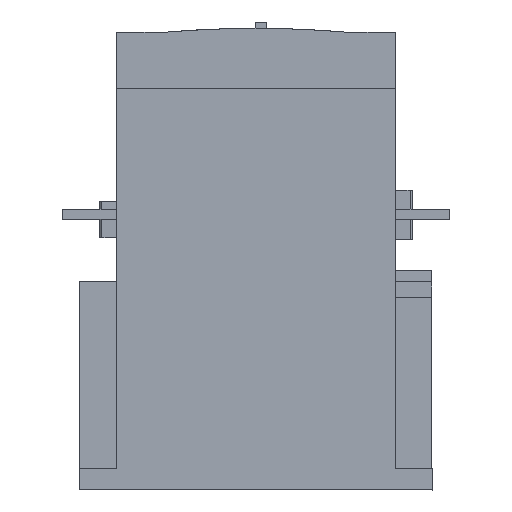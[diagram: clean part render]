
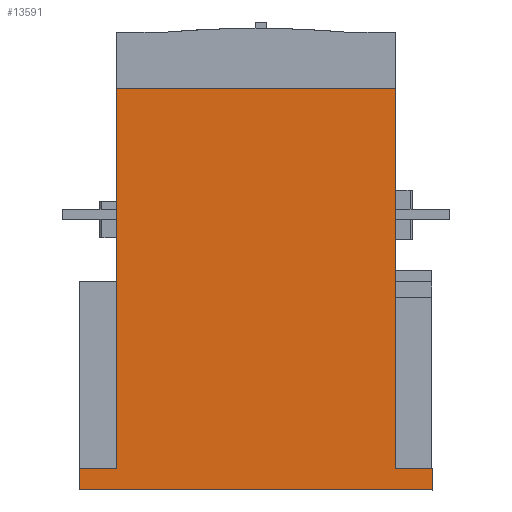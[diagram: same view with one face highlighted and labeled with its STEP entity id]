
A CAD part, left-side view. The second image highlights one B-rep face of the part: STEP entity #13591.
In plain terms, the highlighted face is planar.
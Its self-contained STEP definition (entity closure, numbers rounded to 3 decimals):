
#3116 = CARTESIAN_POINT ( 'NONE',  ( 63.335, -46.732, -3.75 ) ) ;
#3301 = CARTESIAN_POINT ( 'NONE',  ( 63.335, 178.968, -3.75 ) ) ;
#3428 = DIRECTION ( 'NONE',  ( 0., 1., 0. ) ) ;
#3439 = VECTOR ( 'NONE', #3428, 1000. ) ;
#3440 = CARTESIAN_POINT ( 'NONE',  ( 63.335, 212.568, -3.75 ) ) ;
#3441 = LINE ( 'NONE', #3440, #3439 ) ;
#3491 = CARTESIAN_POINT ( 'NONE',  ( 229.335, -46.732, -3.75 ) ) ;
#4188 = DIRECTION ( 'NONE',  ( 0., -1., 0. ) ) ;
#4189 = VECTOR ( 'NONE', #4188, 1000. ) ;
#4190 = CARTESIAN_POINT ( 'NONE',  ( 229.335, -46.732, -3.75 ) ) ;
#4191 = LINE ( 'NONE', #4190, #4189 ) ;
#4267 = CARTESIAN_POINT ( 'NONE',  ( 229.335, 178.968, -3.75 ) ) ;
#4366 = DIRECTION ( 'NONE',  ( 1., 0., 0. ) ) ;
#4367 = VECTOR ( 'NONE', #4366, 1000. ) ;
#4368 = CARTESIAN_POINT ( 'NONE',  ( 63.335, -46.732, -3.75 ) ) ;
#4369 = LINE ( 'NONE', #4368, #4367 ) ;
#4371 = CARTESIAN_POINT ( 'NONE',  ( 41.335, -46.732, -3.75 ) ) ;
#4372 = DIRECTION ( 'NONE',  ( 0., 1., 0. ) ) ;
#4373 = VECTOR ( 'NONE', #4372, 1000. ) ;
#4374 = CARTESIAN_POINT ( 'NONE',  ( 41.335, -59.232, -3.75 ) ) ;
#4380 = LINE ( 'NONE', #4374, #4373 ) ;
#4569 = DIRECTION ( 'NONE',  ( 0., 1., 0. ) ) ;
#4570 = DIRECTION ( 'NONE',  ( 0., 0., -1. ) ) ;
#4571 = CARTESIAN_POINT ( 'NONE',  ( 146.335, -425.064, -3.75 ) ) ;
#4572 = AXIS2_PLACEMENT_3D ( 'NONE', #4571, #4570, #4569 ) ;
#4573 = PLANE ( 'NONE',  #4572 ) ;
#4613 = FACE_OUTER_BOUND ( 'NONE', #13492, .T. ) ;
#4628 = CARTESIAN_POINT ( 'NONE',  ( 41.335, -59.232, -3.75 ) ) ;
#4629 = DIRECTION ( 'NONE',  ( -1., 0., 0. ) ) ;
#4630 = VECTOR ( 'NONE', #4629, 1000. ) ;
#4631 = CARTESIAN_POINT ( 'NONE',  ( 41.335, -59.232, -3.75 ) ) ;
#4632 = LINE ( 'NONE', #4631, #4630 ) ;
#4692 = DIRECTION ( 'NONE',  ( 0., -1., 0. ) ) ;
#4693 = VECTOR ( 'NONE', #4692, 1000. ) ;
#4694 = CARTESIAN_POINT ( 'NONE',  ( 251.335, -46.732, -3.75 ) ) ;
#4695 = LINE ( 'NONE', #4694, #4693 ) ;
#5266 = CARTESIAN_POINT ( 'NONE',  ( 251.335, -59.232, -3.75 ) ) ;
#5305 = CARTESIAN_POINT ( 'NONE',  ( 251.335, -46.732, -3.75 ) ) ;
#5306 = DIRECTION ( 'NONE',  ( 1., 0., 0. ) ) ;
#5307 = VECTOR ( 'NONE', #5306, 1000. ) ;
#5308 = CARTESIAN_POINT ( 'NONE',  ( 251.335, -46.732, -3.75 ) ) ;
#5309 = LINE ( 'NONE', #5308, #5307 ) ;
#5310 = DIRECTION ( 'NONE',  ( 1., 0., 0. ) ) ;
#5311 = VECTOR ( 'NONE', #5310, 1000. ) ;
#5312 = CARTESIAN_POINT ( 'NONE',  ( 146.335, 178.968, -3.75 ) ) ;
#5313 = LINE ( 'NONE', #5312, #5311 ) ;
#12965 = VERTEX_POINT ( 'NONE', #3491 ) ;
#13011 = EDGE_CURVE ( 'NONE', #13052, #13106, #3441, .T. ) ;
#13052 = VERTEX_POINT ( 'NONE', #3116 ) ;
#13106 = VERTEX_POINT ( 'NONE', #3301 ) ;
#13307 = EDGE_CURVE ( 'NONE', #13418, #12965, #4191, .T. ) ;
#13418 = VERTEX_POINT ( 'NONE', #4267 ) ;
#13492 = EDGE_LOOP ( 'NONE', ( #13493, #13494, #13707, #13708, #13656, #13578, #13516, #13519 ) ) ;
#13493 = ORIENTED_EDGE ( 'NONE', *, *, #13011, .T. ) ;
#13494 = ORIENTED_EDGE ( 'NONE', *, *, #13706, .T. ) ;
#13516 = ORIENTED_EDGE ( 'NONE', *, *, #13517, .T. ) ;
#13517 = EDGE_CURVE ( 'NONE', #13580, #13518, #4380, .T. ) ;
#13518 = VERTEX_POINT ( 'NONE', #4371 ) ;
#13519 = ORIENTED_EDGE ( 'NONE', *, *, #13520, .T. ) ;
#13520 = EDGE_CURVE ( 'NONE', #13518, #13052, #4369, .T. ) ;
#13578 = ORIENTED_EDGE ( 'NONE', *, *, #13579, .T. ) ;
#13579 = EDGE_CURVE ( 'NONE', #13658, #13580, #4632, .T. ) ;
#13580 = VERTEX_POINT ( 'NONE', #4628 ) ;
#13591 = ADVANCED_FACE ( 'NONE', ( #4613 ), #4573, .T. ) ;
#13656 = ORIENTED_EDGE ( 'NONE', *, *, #13657, .T. ) ;
#13657 = EDGE_CURVE ( 'NONE', #13710, #13658, #4695, .T. ) ;
#13658 = VERTEX_POINT ( 'NONE', #5266 ) ;
#13706 = EDGE_CURVE ( 'NONE', #13106, #13418, #5313, .T. ) ;
#13707 = ORIENTED_EDGE ( 'NONE', *, *, #13307, .T. ) ;
#13708 = ORIENTED_EDGE ( 'NONE', *, *, #13709, .T. ) ;
#13709 = EDGE_CURVE ( 'NONE', #12965, #13710, #5309, .T. ) ;
#13710 = VERTEX_POINT ( 'NONE', #5305 ) ;
